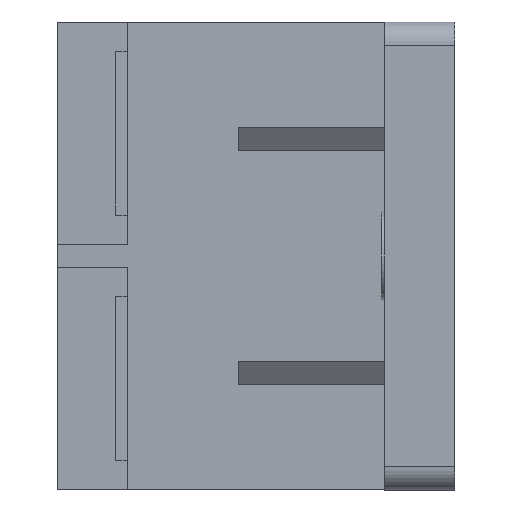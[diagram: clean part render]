
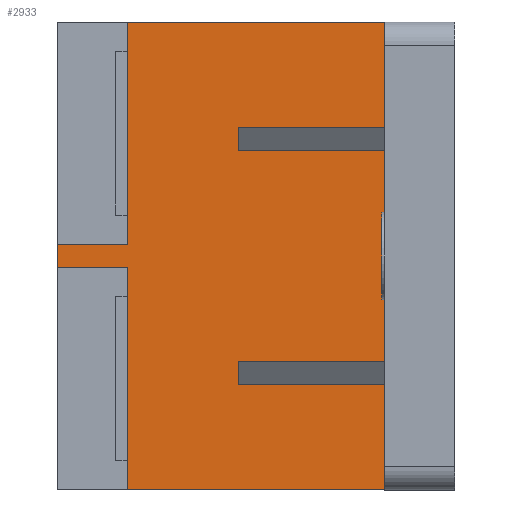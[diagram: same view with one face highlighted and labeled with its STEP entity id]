
A CAD part, left-side view. The second image highlights one B-rep face of the part: STEP entity #2933.
In plain terms, the highlighted planar face has unit normal (-1, 0, 0).
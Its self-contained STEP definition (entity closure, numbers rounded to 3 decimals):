
#25 = LINE ( 'NONE', #1441, #3843 ) ;
#59 = ORIENTED_EDGE ( 'NONE', *, *, #1596, .F. ) ;
#62 = VERTEX_POINT ( 'NONE', #2495 ) ;
#110 = VECTOR ( 'NONE', #2645, 1000. ) ;
#123 = LINE ( 'NONE', #525, #727 ) ;
#232 = LINE ( 'NONE', #6103, #2314 ) ;
#346 = VECTOR ( 'NONE', #2141, 1000. ) ;
#452 = FACE_OUTER_BOUND ( 'NONE', #4207, .T. ) ;
#474 = VERTEX_POINT ( 'NONE', #4244 ) ;
#525 = CARTESIAN_POINT ( 'NONE',  ( -27.5, 28., 20. ) ) ;
#529 = DIRECTION ( 'NONE',  ( 0., 0., 1. ) ) ;
#613 = CARTESIAN_POINT ( 'NONE',  ( -27.5, 22., -1. ) ) ;
#649 = LINE ( 'NONE', #613, #4952 ) ;
#675 = CARTESIAN_POINT ( 'NONE',  ( -27.5, 0., 9. ) ) ;
#703 = EDGE_CURVE ( 'NONE', #1222, #4948, #5022, .T. ) ;
#707 = CARTESIAN_POINT ( 'NONE',  ( -27.5, 22., -1. ) ) ;
#727 = VECTOR ( 'NONE', #5880, 1000. ) ;
#751 = ORIENTED_EDGE ( 'NONE', *, *, #3169, .T. ) ;
#756 = CARTESIAN_POINT ( 'NONE',  ( -27.5, 22., 1. ) ) ;
#786 = VERTEX_POINT ( 'NONE', #5111 ) ;
#795 = LINE ( 'NONE', #707, #110 ) ;
#808 = CARTESIAN_POINT ( 'NONE',  ( -27.5, 0., -9. ) ) ;
#816 = VECTOR ( 'NONE', #529, 1000. ) ;
#821 = AXIS2_PLACEMENT_3D ( 'NONE', #4278, #6189, #3288 ) ;
#843 = VECTOR ( 'NONE', #3888, 1000. ) ;
#848 = ORIENTED_EDGE ( 'NONE', *, *, #703, .T. ) ;
#960 = PLANE ( 'NONE',  #821 ) ;
#989 = LINE ( 'NONE', #1970, #5332 ) ;
#998 = ORIENTED_EDGE ( 'NONE', *, *, #3019, .T. ) ;
#1024 = DIRECTION ( 'NONE',  ( 0., 1., 0. ) ) ;
#1136 = LINE ( 'NONE', #4567, #3272 ) ;
#1195 = DIRECTION ( 'NONE',  ( 0., 1., 0. ) ) ;
#1222 = VERTEX_POINT ( 'NONE', #808 ) ;
#1369 = EDGE_CURVE ( 'NONE', #2041, #6180, #25, .T. ) ;
#1441 = CARTESIAN_POINT ( 'NONE',  ( -27.5, 12.5, 11. ) ) ;
#1489 = LINE ( 'NONE', #3013, #4887 ) ;
#1515 = EDGE_CURVE ( 'NONE', #4069, #2989, #232, .T. ) ;
#1596 = EDGE_CURVE ( 'NONE', #4876, #2041, #1489, .T. ) ;
#1670 = DIRECTION ( 'NONE',  ( 0., 0., 1. ) ) ;
#1705 = EDGE_CURVE ( 'NONE', #4876, #3605, #1871, .T. ) ;
#1820 = LINE ( 'NONE', #5241, #5955 ) ;
#1871 = LINE ( 'NONE', #4701, #2517 ) ;
#1932 = CARTESIAN_POINT ( 'NONE',  ( -27.5, 28., 20. ) ) ;
#1970 = CARTESIAN_POINT ( 'NONE',  ( -27.5, 0., -11. ) ) ;
#2005 = ORIENTED_EDGE ( 'NONE', *, *, #3959, .F. ) ;
#2007 = DIRECTION ( 'NONE',  ( 0., 1., 0. ) ) ;
#2041 = VERTEX_POINT ( 'NONE', #2051 ) ;
#2051 = CARTESIAN_POINT ( 'NONE',  ( -27.5, 12.5, 11. ) ) ;
#2141 = DIRECTION ( 'NONE',  ( 0., -1., 0. ) ) ;
#2184 = LINE ( 'NONE', #4136, #3174 ) ;
#2202 = CARTESIAN_POINT ( 'NONE',  ( -27.5, 12.5, 9. ) ) ;
#2314 = VECTOR ( 'NONE', #6075, 1000. ) ;
#2337 = ORIENTED_EDGE ( 'NONE', *, *, #3053, .F. ) ;
#2362 = CARTESIAN_POINT ( 'NONE',  ( -27.5, 0., -11. ) ) ;
#2495 = CARTESIAN_POINT ( 'NONE',  ( -27.5, 28., 1. ) ) ;
#2517 = VECTOR ( 'NONE', #4276, 1000. ) ;
#2573 = EDGE_CURVE ( 'NONE', #474, #786, #795, .T. ) ;
#2624 = CARTESIAN_POINT ( 'NONE',  ( -27.5, 28., -20. ) ) ;
#2645 = DIRECTION ( 'NONE',  ( 0., 0., 1. ) ) ;
#2881 = ORIENTED_EDGE ( 'NONE', *, *, #1369, .F. ) ;
#2933 = ADVANCED_FACE ( 'NONE', ( #452 ), #960, .F. ) ;
#2940 = DIRECTION ( 'NONE',  ( 0., 1., 0. ) ) ;
#2961 = DIRECTION ( 'NONE',  ( 0., 0., -1. ) ) ;
#2989 = VERTEX_POINT ( 'NONE', #5976 ) ;
#3013 = CARTESIAN_POINT ( 'NONE',  ( -27.5, 0., 11. ) ) ;
#3019 = EDGE_CURVE ( 'NONE', #3519, #4069, #989, .T. ) ;
#3053 = EDGE_CURVE ( 'NONE', #1222, #2989, #1136, .T. ) ;
#3151 = EDGE_CURVE ( 'NONE', #5453, #3519, #2184, .T. ) ;
#3169 = EDGE_CURVE ( 'NONE', #5778, #62, #3183, .T. ) ;
#3174 = VECTOR ( 'NONE', #5629, 1000. ) ;
#3183 = LINE ( 'NONE', #756, #4609 ) ;
#3258 = ORIENTED_EDGE ( 'NONE', *, *, #3151, .T. ) ;
#3272 = VECTOR ( 'NONE', #1195, 1000. ) ;
#3288 = DIRECTION ( 'NONE',  ( 0., 0., -1. ) ) ;
#3327 = EDGE_CURVE ( 'NONE', #3989, #62, #123, .T. ) ;
#3349 = VERTEX_POINT ( 'NONE', #4467 ) ;
#3519 = VERTEX_POINT ( 'NONE', #2362 ) ;
#3605 = VERTEX_POINT ( 'NONE', #4517 ) ;
#3611 = ORIENTED_EDGE ( 'NONE', *, *, #3327, .F. ) ;
#3843 = VECTOR ( 'NONE', #2961, 1000. ) ;
#3857 = LINE ( 'NONE', #1932, #843 ) ;
#3888 = DIRECTION ( 'NONE',  ( 0., -1., 0. ) ) ;
#3959 = EDGE_CURVE ( 'NONE', #5778, #3349, #5632, .T. ) ;
#3989 = VERTEX_POINT ( 'NONE', #4206 ) ;
#4014 = ORIENTED_EDGE ( 'NONE', *, *, #2573, .F. ) ;
#4069 = VERTEX_POINT ( 'NONE', #5720 ) ;
#4088 = ORIENTED_EDGE ( 'NONE', *, *, #4297, .T. ) ;
#4109 = ORIENTED_EDGE ( 'NONE', *, *, #1515, .T. ) ;
#4136 = CARTESIAN_POINT ( 'NONE',  ( -27.5, 0., 20. ) ) ;
#4206 = CARTESIAN_POINT ( 'NONE',  ( -27.5, 28., -1. ) ) ;
#4207 = EDGE_LOOP ( 'NONE', ( #2005, #751, #3611, #4733, #4014, #4910, #3258, #998, #4109, #2337, #848, #4088, #2881, #59, #4521, #6068 ) ) ;
#4244 = CARTESIAN_POINT ( 'NONE',  ( -27.5, 22., -20. ) ) ;
#4276 = DIRECTION ( 'NONE',  ( 0., 0., 1. ) ) ;
#4278 = CARTESIAN_POINT ( 'NONE',  ( -27.5, 28., 20. ) ) ;
#4297 = EDGE_CURVE ( 'NONE', #4948, #6180, #1820, .T. ) ;
#4376 = CARTESIAN_POINT ( 'NONE',  ( -27.5, 22., 1. ) ) ;
#4388 = CARTESIAN_POINT ( 'NONE',  ( -27.5, 0., 11. ) ) ;
#4411 = CARTESIAN_POINT ( 'NONE',  ( -27.5, 0., -20. ) ) ;
#4467 = CARTESIAN_POINT ( 'NONE',  ( -27.5, 22., 20. ) ) ;
#4517 = CARTESIAN_POINT ( 'NONE',  ( -27.5, 0., 20. ) ) ;
#4521 = ORIENTED_EDGE ( 'NONE', *, *, #1705, .T. ) ;
#4567 = CARTESIAN_POINT ( 'NONE',  ( -27.5, 0., -9. ) ) ;
#4570 = CARTESIAN_POINT ( 'NONE',  ( -27.5, 22., 20. ) ) ;
#4609 = VECTOR ( 'NONE', #4665, 1000. ) ;
#4665 = DIRECTION ( 'NONE',  ( 0., 1., 0. ) ) ;
#4701 = CARTESIAN_POINT ( 'NONE',  ( -27.5, 0., 20. ) ) ;
#4733 = ORIENTED_EDGE ( 'NONE', *, *, #4947, .F. ) ;
#4876 = VERTEX_POINT ( 'NONE', #4388 ) ;
#4887 = VECTOR ( 'NONE', #1024, 1000. ) ;
#4910 = ORIENTED_EDGE ( 'NONE', *, *, #6137, .T. ) ;
#4927 = CARTESIAN_POINT ( 'NONE',  ( -27.5, 0., 20. ) ) ;
#4947 = EDGE_CURVE ( 'NONE', #786, #3989, #649, .T. ) ;
#4948 = VERTEX_POINT ( 'NONE', #675 ) ;
#4952 = VECTOR ( 'NONE', #2007, 1000. ) ;
#5022 = LINE ( 'NONE', #4927, #816 ) ;
#5111 = CARTESIAN_POINT ( 'NONE',  ( -27.5, 22., -1. ) ) ;
#5241 = CARTESIAN_POINT ( 'NONE',  ( -27.5, 0., 9. ) ) ;
#5332 = VECTOR ( 'NONE', #2940, 1000. ) ;
#5453 = VERTEX_POINT ( 'NONE', #4411 ) ;
#5629 = DIRECTION ( 'NONE',  ( 0., 0., 1. ) ) ;
#5632 = LINE ( 'NONE', #4570, #6235 ) ;
#5720 = CARTESIAN_POINT ( 'NONE',  ( -27.5, 12.5, -11. ) ) ;
#5778 = VERTEX_POINT ( 'NONE', #4376 ) ;
#5784 = EDGE_CURVE ( 'NONE', #3349, #3605, #3857, .T. ) ;
#5880 = DIRECTION ( 'NONE',  ( 0., 0., 1. ) ) ;
#5955 = VECTOR ( 'NONE', #6237, 1000. ) ;
#5965 = LINE ( 'NONE', #2624, #346 ) ;
#5976 = CARTESIAN_POINT ( 'NONE',  ( -27.5, 12.5, -9. ) ) ;
#6068 = ORIENTED_EDGE ( 'NONE', *, *, #5784, .F. ) ;
#6075 = DIRECTION ( 'NONE',  ( 0., 0., 1. ) ) ;
#6103 = CARTESIAN_POINT ( 'NONE',  ( -27.5, 12.5, -11. ) ) ;
#6137 = EDGE_CURVE ( 'NONE', #474, #5453, #5965, .T. ) ;
#6180 = VERTEX_POINT ( 'NONE', #2202 ) ;
#6189 = DIRECTION ( 'NONE',  ( 1., 0., 0. ) ) ;
#6235 = VECTOR ( 'NONE', #1670, 1000. ) ;
#6237 = DIRECTION ( 'NONE',  ( 0., 1., 0. ) ) ;
